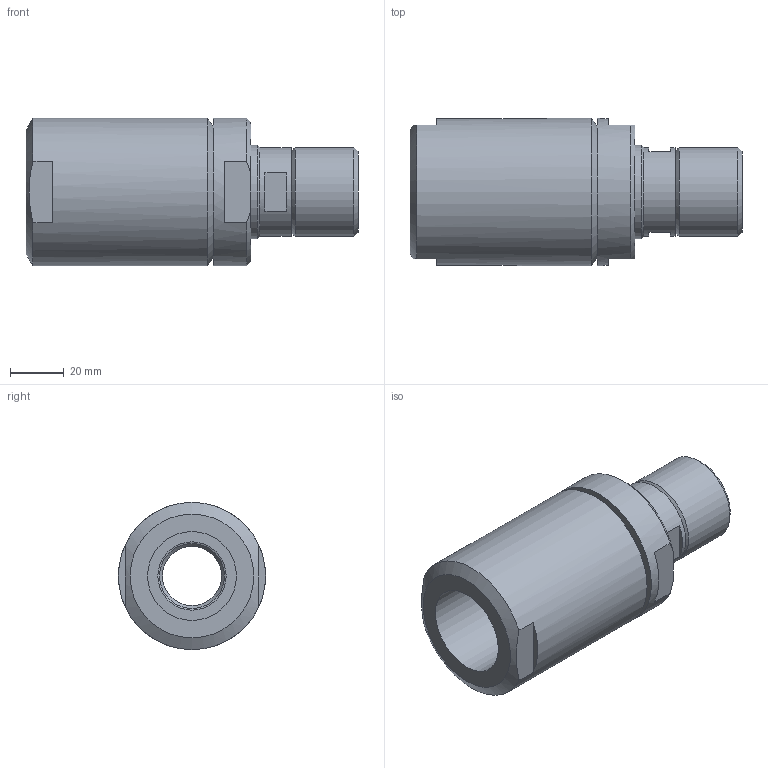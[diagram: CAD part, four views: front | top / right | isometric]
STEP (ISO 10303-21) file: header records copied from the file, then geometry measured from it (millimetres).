
FILE_DESCRIPTION (( 'STEP AP214' ), '1' );
FILE_NAME ('BAL-GGL25-IC-KAF.STEP', '2016-08-23T09:38:18', ( '' ), ( '' ), 'SwSTEP 2.0', 'SolidWorks 2016', '' );
FILE_SCHEMA (( 'AUTOMOTIVE_DESIGN' ));
Length unit declared in the file: millimetre
Products named in the file (1): BAL-GGL25-IC-KAF
Bounding box: 124 x 55 x 55 mm (x, y, z)
Volume: 170248.3 mm3; surface area: 32524.2 mm2
Topology: 1 solids, 1 shells, 38 faces, 80 edges, 50 vertices
Faces by surface type: plane 20, cone 10, cylinder 8
Full cylindrical faces by diameter (mm): 22 x1, 25.493 x1, 33.2 x3, 35 x1, 55 x2
Entity records: 988 total; most frequent: CARTESIAN_POINT 191, DIRECTION 168, ORIENTED_EDGE 124, AXIS2_PLACEMENT_3D 73, EDGE_CURVE 62, EDGE_LOOP 62, VERTEX_POINT 48, FACE_OUTER_BOUND 46
